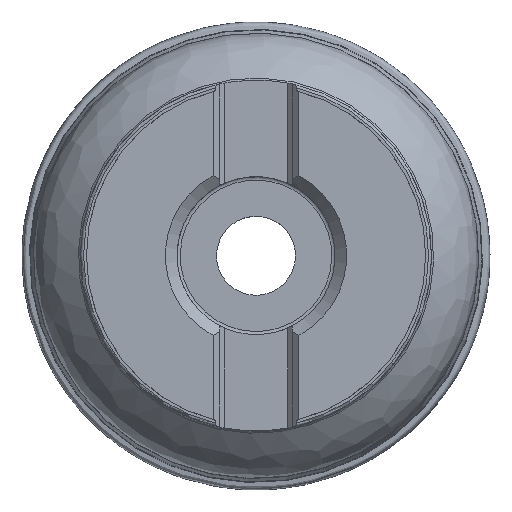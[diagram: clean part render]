
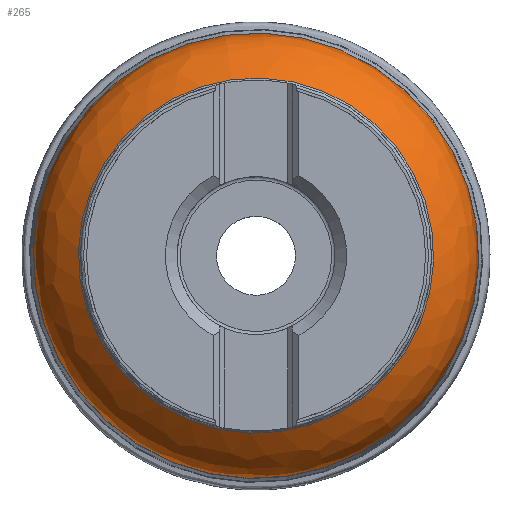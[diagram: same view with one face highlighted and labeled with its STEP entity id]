
A CAD part, top view. The second image highlights one B-rep face of the part: STEP entity #265.
In plain terms, the highlighted face is a revolution surface.
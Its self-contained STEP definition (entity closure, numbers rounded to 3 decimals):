
#98=SURFACE_OF_REVOLUTION('',#237,#99);
#99=AXIS1_PLACEMENT('',#1560,#1227);
#237=B_SPLINE_CURVE_WITH_KNOTS('',3,(#1556,#1557,#1558,#1559),
 .UNSPECIFIED.,.F.,.F.,(4,4),(0.,1.),.UNSPECIFIED.);
#265=ADVANCED_FACE('CN_SU3',(#344,#345),#98,.T.);
#344=FACE_BOUND('',#401,.T.);
#345=FACE_BOUND('',#402,.T.);
#401=EDGE_LOOP('',(#500));
#402=EDGE_LOOP('',(#501));
#500=ORIENTED_EDGE('',*,*,#728,.F.);
#501=ORIENTED_EDGE('',*,*,#754,.T.);
#653=VERTEX_POINT('',#1491);
#677=VERTEX_POINT('',#1554);
#728=EDGE_CURVE('',#653,#653,#822,.T.);
#754=EDGE_CURVE('',#677,#677,#836,.T.);
#822=CIRCLE('',#1001,38.);
#836=CIRCLE('',#1036,30.374);
#1001=AXIS2_PLACEMENT_3D('',#1490,#1149,#1150);
#1036=AXIS2_PLACEMENT_3D('',#1553,#1223,#1224);
#1149=DIRECTION('',(0.,0.,-1.));
#1150=DIRECTION('',(-0.138,0.99,0.));
#1223=DIRECTION('',(0.,0.,-1.));
#1224=DIRECTION('',(-0.138,0.99,0.));
#1227=DIRECTION('',(0.,0.,-1.));
#1490=CARTESIAN_POINT('',(0.,0.,
-27.));
#1491=CARTESIAN_POINT('',(-5.251,37.635,-27.));
#1553=CARTESIAN_POINT('',(0.,0.,
-14.88));
#1554=CARTESIAN_POINT('',(-4.197,30.083,-14.88));
#1556=CARTESIAN_POINT('',(-30.374,0.,-14.88));
#1557=CARTESIAN_POINT('',(-36.423,0.,-19.734));
#1558=CARTESIAN_POINT('',(-38.,0.,-22.092));
#1559=CARTESIAN_POINT('',(-38.,0.,-27.));
#1560=CARTESIAN_POINT('',(0.,0.,15.207));
